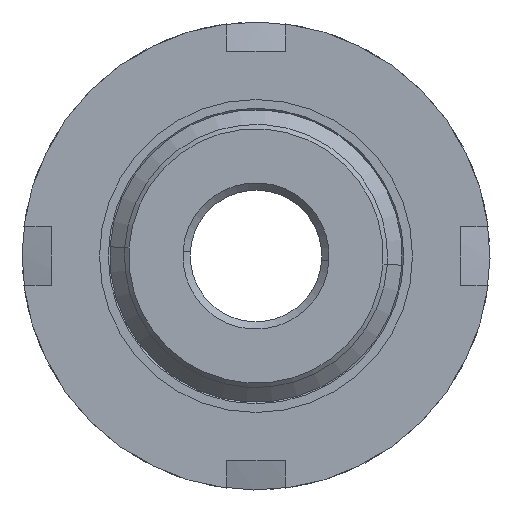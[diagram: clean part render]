
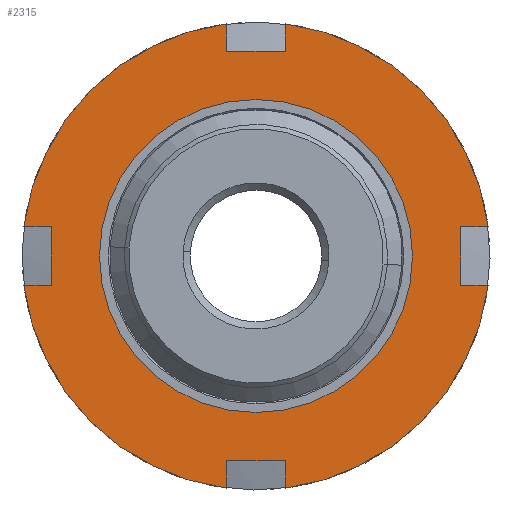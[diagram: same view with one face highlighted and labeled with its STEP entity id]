
A CAD part, front view. The second image highlights one B-rep face of the part: STEP entity #2315.
In plain terms, the highlighted planar face has unit normal (0, -1, 0).
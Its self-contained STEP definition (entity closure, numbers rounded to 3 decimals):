
#10 = CARTESIAN_POINT ( 'NONE',  ( 2., -30., 15.875 ) ) ;
#24 = CIRCLE ( 'NONE', #3885, 16. ) ;
#50 = CARTESIAN_POINT ( 'NONE',  ( 14., -30., -2. ) ) ;
#54 = EDGE_CURVE ( 'NONE', #3973, #1938, #2987, .T. ) ;
#59 = DIRECTION ( 'NONE',  ( 0., 0., 1. ) ) ;
#101 = VERTEX_POINT ( 'NONE', #3039 ) ;
#127 = CIRCLE ( 'NONE', #1995, 16. ) ;
#148 = CARTESIAN_POINT ( 'NONE',  ( 2., -30., 14. ) ) ;
#200 = ORIENTED_EDGE ( 'NONE', *, *, #2462, .F. ) ;
#232 = VECTOR ( 'NONE', #3708, 1000. ) ;
#264 = CARTESIAN_POINT ( 'NONE',  ( 2., -30., -14. ) ) ;
#266 = CARTESIAN_POINT ( 'NONE',  ( -2., -30., 0. ) ) ;
#279 = FACE_OUTER_BOUND ( 'NONE', #937, .T. ) ;
#314 = CARTESIAN_POINT ( 'NONE',  ( 0., -30., -10.7 ) ) ;
#327 = EDGE_CURVE ( 'NONE', #2753, #1938, #1356, .T. ) ;
#330 = LINE ( 'NONE', #1925, #3273 ) ;
#331 = LINE ( 'NONE', #266, #2439 ) ;
#377 = DIRECTION ( 'NONE',  ( 0., 0., 1. ) ) ;
#404 = EDGE_CURVE ( 'NONE', #2537, #780, #2292, .T. ) ;
#410 = CARTESIAN_POINT ( 'NONE',  ( -2., -30., 0. ) ) ;
#451 = DIRECTION ( 'NONE',  ( 0., 1., 0. ) ) ;
#480 = CARTESIAN_POINT ( 'NONE',  ( 0., -30., 0. ) ) ;
#483 = ORIENTED_EDGE ( 'NONE', *, *, #751, .T. ) ;
#523 = CARTESIAN_POINT ( 'NONE',  ( 15.875, -30., -2. ) ) ;
#537 = VERTEX_POINT ( 'NONE', #314 ) ;
#538 = ORIENTED_EDGE ( 'NONE', *, *, #1916, .T. ) ;
#691 = EDGE_CURVE ( 'NONE', #1133, #2331, #1942, .T. ) ;
#717 = EDGE_CURVE ( 'NONE', #780, #1283, #331, .T. ) ;
#751 = EDGE_CURVE ( 'NONE', #1896, #3776, #1889, .T. ) ;
#774 = ORIENTED_EDGE ( 'NONE', *, *, #3416, .T. ) ;
#780 = VERTEX_POINT ( 'NONE', #914 ) ;
#830 = EDGE_CURVE ( 'NONE', #2537, #1133, #2628, .T. ) ;
#839 = ORIENTED_EDGE ( 'NONE', *, *, #1717, .F. ) ;
#850 = EDGE_CURVE ( 'NONE', #537, #101, #2491, .T. ) ;
#891 = DIRECTION ( 'NONE',  ( 0., 0., 1. ) ) ;
#907 = CARTESIAN_POINT ( 'NONE',  ( -14., -30., 2. ) ) ;
#914 = CARTESIAN_POINT ( 'NONE',  ( -2., -30., 15.875 ) ) ;
#937 = EDGE_LOOP ( 'NONE', ( #1042, #2422, #3541, #483, #3396, #200, #2159, #2923, #1321, #839, #2599, #538, #1311, #2407, #2151, #1599 ) ) ;
#953 = LINE ( 'NONE', #3795, #2912 ) ;
#1000 = DIRECTION ( 'NONE',  ( 0., 1., 0. ) ) ;
#1030 = CARTESIAN_POINT ( 'NONE',  ( 14., -30., 2. ) ) ;
#1032 = AXIS2_PLACEMENT_3D ( 'NONE', #3426, #1523, #891 ) ;
#1042 = ORIENTED_EDGE ( 'NONE', *, *, #3433, .F. ) ;
#1096 = CARTESIAN_POINT ( 'NONE',  ( 10.7, -30., 2. ) ) ;
#1127 = VECTOR ( 'NONE', #2545, 1000. ) ;
#1133 = VERTEX_POINT ( 'NONE', #907 ) ;
#1145 = CARTESIAN_POINT ( 'NONE',  ( 0., -30., -14. ) ) ;
#1147 = DIRECTION ( 'NONE',  ( 0., 1., 0. ) ) ;
#1190 = DIRECTION ( 'NONE',  ( 0., 0., -1. ) ) ;
#1221 = LINE ( 'NONE', #3791, #1127 ) ;
#1278 = CARTESIAN_POINT ( 'NONE',  ( -2., -30., 14. ) ) ;
#1283 = VERTEX_POINT ( 'NONE', #1278 ) ;
#1311 = ORIENTED_EDGE ( 'NONE', *, *, #717, .F. ) ;
#1320 = EDGE_CURVE ( 'NONE', #3962, #2654, #127, .T. ) ;
#1321 = ORIENTED_EDGE ( 'NONE', *, *, #327, .F. ) ;
#1340 = EDGE_CURVE ( 'NONE', #3962, #1896, #1893, .T. ) ;
#1343 = VECTOR ( 'NONE', #1722, 1000. ) ;
#1356 = LINE ( 'NONE', #2974, #3724 ) ;
#1366 = CARTESIAN_POINT ( 'NONE',  ( -15.875, -30., 2. ) ) ;
#1392 = DIRECTION ( 'NONE',  ( 0., 0., 1. ) ) ;
#1420 = DIRECTION ( 'NONE',  ( -1., 0., 0. ) ) ;
#1500 = CARTESIAN_POINT ( 'NONE',  ( -14., -30., 0. ) ) ;
#1523 = DIRECTION ( 'NONE',  ( 0., 1., 0. ) ) ;
#1579 = DIRECTION ( 'NONE',  ( 0., 0., 1. ) ) ;
#1599 = ORIENTED_EDGE ( 'NONE', *, *, #691, .T. ) ;
#1647 = VERTEX_POINT ( 'NONE', #3726 ) ;
#1691 = VECTOR ( 'NONE', #2320, 1000. ) ;
#1717 = EDGE_CURVE ( 'NONE', #3909, #2753, #3165, .T. ) ;
#1720 = ORIENTED_EDGE ( 'NONE', *, *, #850, .T. ) ;
#1722 = DIRECTION ( 'NONE',  ( -1., 0., 0. ) ) ;
#1728 = CARTESIAN_POINT ( 'NONE',  ( 0., -30., 0. ) ) ;
#1755 = CARTESIAN_POINT ( 'NONE',  ( -15.875, -30., -2. ) ) ;
#1804 = VECTOR ( 'NONE', #59, 1000. ) ;
#1818 = EDGE_CURVE ( 'NONE', #3909, #2464, #330, .T. ) ;
#1838 = FACE_BOUND ( 'NONE', #3373, .T. ) ;
#1889 = LINE ( 'NONE', #1145, #2529 ) ;
#1893 = LINE ( 'NONE', #410, #1804 ) ;
#1896 = VERTEX_POINT ( 'NONE', #3824 ) ;
#1911 = CARTESIAN_POINT ( 'NONE',  ( -2., -30., -15.875 ) ) ;
#1916 = EDGE_CURVE ( 'NONE', #2464, #1283, #3901, .T. ) ;
#1925 = CARTESIAN_POINT ( 'NONE',  ( 2., -30., 0. ) ) ;
#1938 = VERTEX_POINT ( 'NONE', #1030 ) ;
#1942 = LINE ( 'NONE', #1500, #232 ) ;
#1978 = DIRECTION ( 'NONE',  ( -1., 0., 0. ) ) ;
#1995 = AXIS2_PLACEMENT_3D ( 'NONE', #3112, #3754, #2503 ) ;
#2053 = CARTESIAN_POINT ( 'NONE',  ( 10.7, -30., -2. ) ) ;
#2151 = ORIENTED_EDGE ( 'NONE', *, *, #830, .T. ) ;
#2159 = ORIENTED_EDGE ( 'NONE', *, *, #2663, .T. ) ;
#2218 = CIRCLE ( 'NONE', #3302, 10.7 ) ;
#2233 = VECTOR ( 'NONE', #1978, 1000. ) ;
#2249 = DIRECTION ( 'NONE',  ( 0., 0., -1. ) ) ;
#2292 = CIRCLE ( 'NONE', #3160, 16. ) ;
#2315 = ADVANCED_FACE ( 'NONE', ( #1838, #279 ), #3470, .F. ) ;
#2320 = DIRECTION ( 'NONE',  ( 1., 0., 0. ) ) ;
#2331 = VERTEX_POINT ( 'NONE', #2817 ) ;
#2407 = ORIENTED_EDGE ( 'NONE', *, *, #404, .F. ) ;
#2422 = ORIENTED_EDGE ( 'NONE', *, *, #1320, .F. ) ;
#2439 = VECTOR ( 'NONE', #1190, 1000. ) ;
#2462 = EDGE_CURVE ( 'NONE', #2807, #1647, #24, .T. ) ;
#2464 = VERTEX_POINT ( 'NONE', #148 ) ;
#2491 = CIRCLE ( 'NONE', #2815, 10.7 ) ;
#2503 = DIRECTION ( 'NONE',  ( 0., 0., 1. ) ) ;
#2529 = VECTOR ( 'NONE', #2729, 1000. ) ;
#2537 = VERTEX_POINT ( 'NONE', #1366 ) ;
#2545 = DIRECTION ( 'NONE',  ( 0., 0., 1. ) ) ;
#2562 = DIRECTION ( 'NONE',  ( 1., 0., 0. ) ) ;
#2590 = CARTESIAN_POINT ( 'NONE',  ( 0., -30., 14. ) ) ;
#2599 = ORIENTED_EDGE ( 'NONE', *, *, #1818, .T. ) ;
#2628 = LINE ( 'NONE', #1096, #1691 ) ;
#2654 = VERTEX_POINT ( 'NONE', #1755 ) ;
#2663 = EDGE_CURVE ( 'NONE', #2807, #3973, #2877, .T. ) ;
#2668 = DIRECTION ( 'NONE',  ( 0., 0., 1. ) ) ;
#2696 = DIRECTION ( 'NONE',  ( 0., 0., 1. ) ) ;
#2729 = DIRECTION ( 'NONE',  ( 1., 0., 0. ) ) ;
#2736 = DIRECTION ( 'NONE',  ( 0., 0., 1. ) ) ;
#2753 = VERTEX_POINT ( 'NONE', #3706 ) ;
#2807 = VERTEX_POINT ( 'NONE', #523 ) ;
#2815 = AXIS2_PLACEMENT_3D ( 'NONE', #480, #451, #2668 ) ;
#2817 = CARTESIAN_POINT ( 'NONE',  ( -14., -30., -2. ) ) ;
#2830 = CARTESIAN_POINT ( 'NONE',  ( 10.7, -30., 0. ) ) ;
#2877 = LINE ( 'NONE', #2053, #1343 ) ;
#2898 = AXIS2_PLACEMENT_3D ( 'NONE', #2830, #4058, #1579 ) ;
#2912 = VECTOR ( 'NONE', #2562, 1000. ) ;
#2923 = ORIENTED_EDGE ( 'NONE', *, *, #54, .T. ) ;
#2962 = CARTESIAN_POINT ( 'NONE',  ( 0., -30., 0. ) ) ;
#2974 = CARTESIAN_POINT ( 'NONE',  ( 10.7, -30., 2. ) ) ;
#2987 = LINE ( 'NONE', #3350, #3537 ) ;
#2995 = DIRECTION ( 'NONE',  ( 0., 1., 0. ) ) ;
#3039 = CARTESIAN_POINT ( 'NONE',  ( 0., -30., 10.7 ) ) ;
#3112 = CARTESIAN_POINT ( 'NONE',  ( 0., -30., 0. ) ) ;
#3160 = AXIS2_PLACEMENT_3D ( 'NONE', #1728, #1147, #2696 ) ;
#3165 = CIRCLE ( 'NONE', #1032, 16. ) ;
#3273 = VECTOR ( 'NONE', #2249, 1000. ) ;
#3302 = AXIS2_PLACEMENT_3D ( 'NONE', #3552, #1000, #377 ) ;
#3350 = CARTESIAN_POINT ( 'NONE',  ( 14., -30., 0. ) ) ;
#3373 = EDGE_LOOP ( 'NONE', ( #774, #1720 ) ) ;
#3396 = ORIENTED_EDGE ( 'NONE', *, *, #4003, .F. ) ;
#3416 = EDGE_CURVE ( 'NONE', #101, #537, #2218, .T. ) ;
#3426 = CARTESIAN_POINT ( 'NONE',  ( 0., -30., 0. ) ) ;
#3433 = EDGE_CURVE ( 'NONE', #2654, #2331, #953, .T. ) ;
#3470 = PLANE ( 'NONE',  #2898 ) ;
#3537 = VECTOR ( 'NONE', #2736, 1000. ) ;
#3541 = ORIENTED_EDGE ( 'NONE', *, *, #1340, .T. ) ;
#3552 = CARTESIAN_POINT ( 'NONE',  ( 0., -30., 0. ) ) ;
#3706 = CARTESIAN_POINT ( 'NONE',  ( 15.875, -30., 2. ) ) ;
#3708 = DIRECTION ( 'NONE',  ( 0., 0., -1. ) ) ;
#3724 = VECTOR ( 'NONE', #1420, 1000. ) ;
#3726 = CARTESIAN_POINT ( 'NONE',  ( 2., -30., -15.875 ) ) ;
#3754 = DIRECTION ( 'NONE',  ( 0., 1., 0. ) ) ;
#3776 = VERTEX_POINT ( 'NONE', #264 ) ;
#3791 = CARTESIAN_POINT ( 'NONE',  ( 2., -30., 0. ) ) ;
#3795 = CARTESIAN_POINT ( 'NONE',  ( 10.7, -30., -2. ) ) ;
#3824 = CARTESIAN_POINT ( 'NONE',  ( -2., -30., -14. ) ) ;
#3885 = AXIS2_PLACEMENT_3D ( 'NONE', #2962, #2995, #1392 ) ;
#3901 = LINE ( 'NONE', #2590, #2233 ) ;
#3909 = VERTEX_POINT ( 'NONE', #10 ) ;
#3962 = VERTEX_POINT ( 'NONE', #1911 ) ;
#3973 = VERTEX_POINT ( 'NONE', #50 ) ;
#4003 = EDGE_CURVE ( 'NONE', #1647, #3776, #1221, .T. ) ;
#4058 = DIRECTION ( 'NONE',  ( 0., 1., 0. ) ) ;
